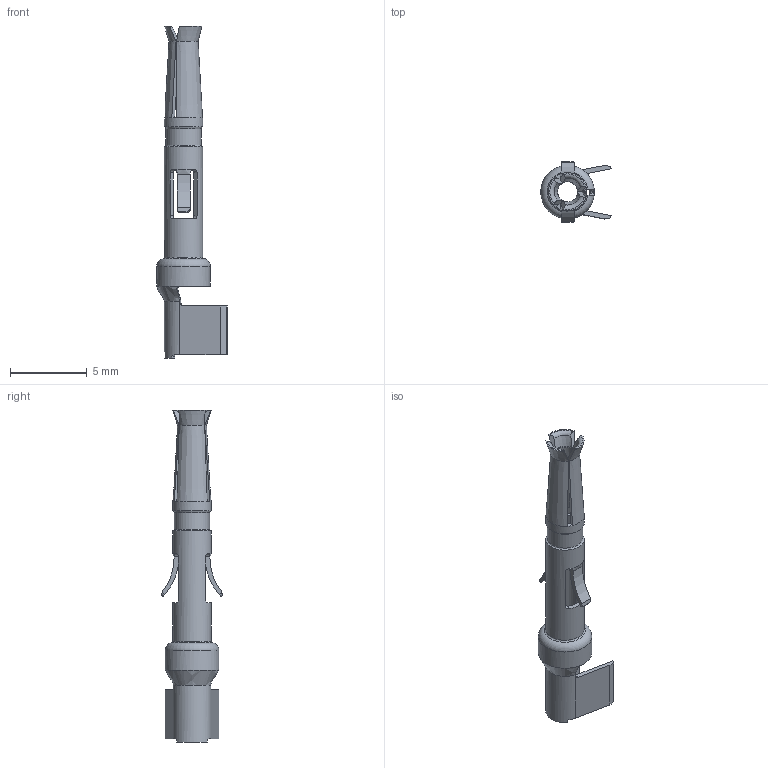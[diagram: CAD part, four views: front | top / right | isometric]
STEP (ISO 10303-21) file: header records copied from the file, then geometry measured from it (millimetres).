
FILE_DESCRIPTION(('Creo Elements/Direct Modeling STEP Export'),'2;1');
FILE_NAME('37jbk2e5prlj62j2380','2023-03-23T11:12:48',(''),(''),'Creo Elements/Direct Modeling STEP processor for AP214 (Solid Model)','Creo Elements/Direct Modeling 20.1B 02-Apr-2019 (C) Parametric Technology GmbH','');
FILE_SCHEMA(('AUTOMOTIVE_DESIGN { 1 0 10303 214 1 1 1 1 }'));
Length unit declared in the file: millimetre
Products named in the file (2): SDFA_2.5
Assembly tree (1 placements, depth 2):
  SDFA_2.5
    SDFA_2.5
Bounding box: 4.6 x 3.97 x 21.7 mm (x, y, z)
Volume: 42.3 mm3; surface area: 325.5 mm2
Topology: 1 solids, 1 shells, 216 faces, 595 edges, 366 vertices
Faces by surface type: cylinder 83, plane 68, torus 20, bspline 18, sphere 15, cone 12
Entity records: 14160 total; most frequent: CARTESIAN_POINT 7218, ORIENTED_EDGE 1160, DIRECTION 937, EDGE_CURVE 580, VERTEX_POINT 366, AXIS2_PLACEMENT_3D 362, EDGE_LOOP 220, COLOUR_RGB 217
